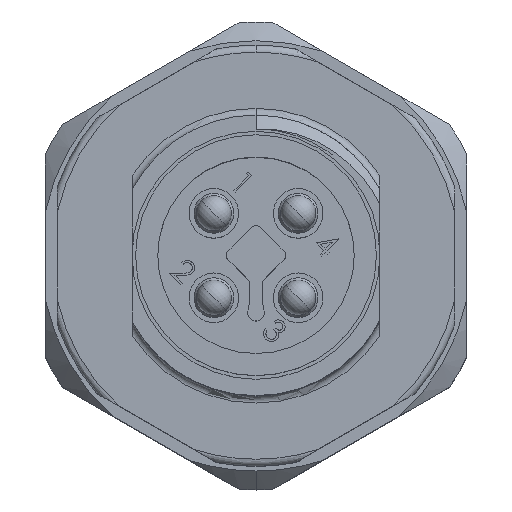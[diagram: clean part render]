
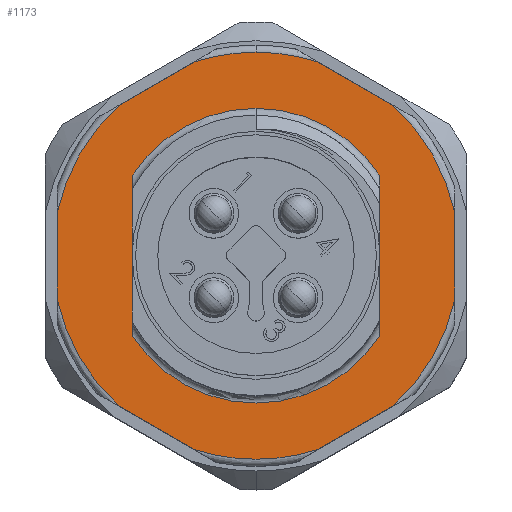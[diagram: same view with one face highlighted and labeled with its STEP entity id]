
A CAD part, top view. The second image highlights one B-rep face of the part: STEP entity #1173.
In plain terms, the highlighted planar face has unit normal (0, 0, 1).
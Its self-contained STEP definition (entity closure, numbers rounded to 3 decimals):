
#330=PLANE('',#9173);
#423=FACE_BOUND('',#2327,.T.);
#424=FACE_BOUND('',#2328,.T.);
#763=CIRCLE('',#9148,8.7);
#764=CIRCLE('',#9149,8.7);
#770=CIRCLE('',#9163,8.7);
#771=CIRCLE('',#9164,8.7);
#772=CIRCLE('',#9165,8.7);
#773=CIRCLE('',#9166,8.7);
#774=CIRCLE('',#9167,8.7);
#775=CIRCLE('',#9168,8.7);
#776=CIRCLE('',#9169,6.3);
#777=CIRCLE('',#9170,6.3);
#778=CIRCLE('',#9171,6.3);
#779=CIRCLE('',#9172,6.3);
#1173=ADVANCED_FACE('',(#423,#424),#330,.T.);
#2327=EDGE_LOOP('',(#5078,#5079,#5080,#5081,#5082,#5083,#5084,#5085,#5086,
#5087,#5088,#5089,#5090,#5091));
#2328=EDGE_LOOP('',(#5092,#5093,#5094,#5095,#5096,#5097));
#2871=LINE('',#16023,#3386);
#2875=LINE('',#16119,#3390);
#2879=LINE('',#16224,#3394);
#2880=LINE('',#16231,#3395);
#2881=LINE('',#16235,#3396);
#2882=LINE('',#16241,#3397);
#2883=LINE('',#16247,#3398);
#2884=LINE('',#16253,#3399);
#3386=VECTOR('',#10810,1.);
#3390=VECTOR('',#10840,1.);
#3394=VECTOR('',#10854,1.);
#3395=VECTOR('',#10863,1.);
#3396=VECTOR('',#10866,1.);
#3397=VECTOR('',#10871,1.);
#3398=VECTOR('',#10876,1.);
#3399=VECTOR('',#10881,1.);
#5078=ORIENTED_EDGE('',*,*,#7710,.T.);
#5079=ORIENTED_EDGE('',*,*,#7709,.F.);
#5080=ORIENTED_EDGE('',*,*,#7711,.T.);
#5081=ORIENTED_EDGE('',*,*,#7698,.T.);
#5082=ORIENTED_EDGE('',*,*,#7690,.T.);
#5083=ORIENTED_EDGE('',*,*,#7689,.T.);
#5084=ORIENTED_EDGE('',*,*,#7683,.T.);
#5085=ORIENTED_EDGE('',*,*,#7712,.T.);
#5086=ORIENTED_EDGE('',*,*,#7713,.F.);
#5087=ORIENTED_EDGE('',*,*,#7714,.T.);
#5088=ORIENTED_EDGE('',*,*,#7715,.T.);
#5089=ORIENTED_EDGE('',*,*,#7716,.T.);
#5090=ORIENTED_EDGE('',*,*,#7717,.T.);
#5091=ORIENTED_EDGE('',*,*,#7718,.T.);
#5092=ORIENTED_EDGE('',*,*,#7719,.T.);
#5093=ORIENTED_EDGE('',*,*,#7720,.T.);
#5094=ORIENTED_EDGE('',*,*,#7721,.F.);
#5095=ORIENTED_EDGE('',*,*,#7722,.T.);
#5096=ORIENTED_EDGE('',*,*,#7723,.T.);
#5097=ORIENTED_EDGE('',*,*,#7724,.F.);
#6577=VERTEX_POINT('',#16022);
#6578=VERTEX_POINT('',#16024);
#6582=VERTEX_POINT('',#16051);
#6583=VERTEX_POINT('',#16053);
#6587=VERTEX_POINT('',#16120);
#6592=VERTEX_POINT('',#16184);
#6594=VERTEX_POINT('',#16223);
#6595=VERTEX_POINT('',#16227);
#6596=VERTEX_POINT('',#16230);
#6597=VERTEX_POINT('',#16232);
#6598=VERTEX_POINT('',#16234);
#6599=VERTEX_POINT('',#16236);
#6600=VERTEX_POINT('',#16238);
#6601=VERTEX_POINT('',#16240);
#6602=VERTEX_POINT('',#16243);
#6603=VERTEX_POINT('',#16244);
#6604=VERTEX_POINT('',#16246);
#6605=VERTEX_POINT('',#16248);
#6606=VERTEX_POINT('',#16250);
#6607=VERTEX_POINT('',#16252);
#7683=EDGE_CURVE('',#6578,#6577,#2871,.T.);
#7689=EDGE_CURVE('',#6582,#6578,#763,.T.);
#7690=EDGE_CURVE('',#6583,#6582,#764,.T.);
#7698=EDGE_CURVE('',#6587,#6583,#2875,.T.);
#7709=EDGE_CURVE('',#6594,#6592,#2879,.T.);
#7710=EDGE_CURVE('',#6595,#6592,#770,.T.);
#7711=EDGE_CURVE('',#6594,#6587,#771,.T.);
#7712=EDGE_CURVE('',#6577,#6596,#772,.T.);
#7713=EDGE_CURVE('',#6597,#6596,#2880,.T.);
#7714=EDGE_CURVE('',#6597,#6598,#773,.T.);
#7715=EDGE_CURVE('',#6598,#6599,#2881,.T.);
#7716=EDGE_CURVE('',#6599,#6600,#774,.T.);
#7717=EDGE_CURVE('',#6600,#6601,#775,.T.);
#7718=EDGE_CURVE('',#6601,#6595,#2882,.T.);
#7719=EDGE_CURVE('',#6602,#6603,#776,.T.);
#7720=EDGE_CURVE('',#6603,#6604,#777,.T.);
#7721=EDGE_CURVE('',#6605,#6604,#2883,.T.);
#7722=EDGE_CURVE('',#6605,#6606,#778,.T.);
#7723=EDGE_CURVE('',#6606,#6607,#779,.T.);
#7724=EDGE_CURVE('',#6602,#6607,#2884,.T.);
#9148=AXIS2_PLACEMENT_3D('',#16050,#10821,#10822);
#9149=AXIS2_PLACEMENT_3D('',#16052,#10823,#10824);
#9163=AXIS2_PLACEMENT_3D('',#16226,#10857,#10858);
#9164=AXIS2_PLACEMENT_3D('',#16228,#10859,#10860);
#9165=AXIS2_PLACEMENT_3D('',#16229,#10861,#10862);
#9166=AXIS2_PLACEMENT_3D('',#16233,#10864,#10865);
#9167=AXIS2_PLACEMENT_3D('',#16237,#10867,#10868);
#9168=AXIS2_PLACEMENT_3D('',#16239,#10869,#10870);
#9169=AXIS2_PLACEMENT_3D('',#16242,#10872,#10873);
#9170=AXIS2_PLACEMENT_3D('',#16245,#10874,#10875);
#9171=AXIS2_PLACEMENT_3D('',#16249,#10877,#10878);
#9172=AXIS2_PLACEMENT_3D('',#16251,#10879,#10880);
#9173=AXIS2_PLACEMENT_3D('',#16254,#10882,#10883);
#10810=DIRECTION('',(0.866,0.5,0.));
#10821=DIRECTION('',(0.,0.,1.));
#10822=DIRECTION('',(0.,-1.,0.));
#10823=DIRECTION('',(0.,0.,1.));
#10824=DIRECTION('',(-0.304,-0.953,0.));
#10840=DIRECTION('',(0.866,-0.5,0.));
#10854=DIRECTION('',(0.,1.,0.));
#10857=DIRECTION('',(0.,0.,1.));
#10858=DIRECTION('',(-0.673,0.74,0.));
#10859=DIRECTION('',(0.,0.,1.));
#10860=DIRECTION('',(-0.977,-0.213,0.));
#10861=DIRECTION('',(0.,0.,1.));
#10862=DIRECTION('',(0.673,-0.74,0.));
#10863=DIRECTION('',(0.,-1.,0.));
#10864=DIRECTION('',(0.,0.,1.));
#10865=DIRECTION('',(0.977,0.213,0.));
#10866=DIRECTION('',(-0.866,0.5,0.));
#10867=DIRECTION('',(0.,0.,1.));
#10868=DIRECTION('',(0.304,0.953,0.));
#10869=DIRECTION('',(0.,0.,1.));
#10870=DIRECTION('',(0.,1.,0.));
#10871=DIRECTION('',(-0.866,-0.5,0.));
#10872=DIRECTION('',(0.,0.,-1.));
#10873=DIRECTION('',(-0.841,0.541,0.));
#10874=DIRECTION('',(0.,0.,-1.));
#10875=DIRECTION('',(0.,1.,0.));
#10876=DIRECTION('',(0.,1.,0.));
#10877=DIRECTION('',(0.,0.,-1.));
#10878=DIRECTION('',(0.841,-0.541,0.));
#10879=DIRECTION('',(0.,0.,-1.));
#10880=DIRECTION('',(0.,-1.,0.));
#10881=DIRECTION('',(0.,-1.,0.));
#10882=DIRECTION('',(0.,0.,1.));
#10883=DIRECTION('',(0.,-1.,0.));
#16022=CARTESIAN_POINT('',(5.856,-6.434,-10.9));
#16023=CARTESIAN_POINT('',(2.644,-8.289,-10.9));
#16024=CARTESIAN_POINT('',(2.644,-8.289,-10.9));
#16050=CARTESIAN_POINT('',(0.,0.,-10.9));
#16051=CARTESIAN_POINT('',(0.,-8.7,-10.9));
#16052=CARTESIAN_POINT('',(0.,0.,-10.9));
#16053=CARTESIAN_POINT('',(-2.644,-8.289,-10.9));
#16119=CARTESIAN_POINT('',(-5.856,-6.434,-10.9));
#16120=CARTESIAN_POINT('',(-5.856,-6.434,-10.9));
#16184=CARTESIAN_POINT('',(-8.5,1.855,-10.9));
#16223=CARTESIAN_POINT('',(-8.5,-1.855,-10.9));
#16224=CARTESIAN_POINT('',(-8.5,-1.855,-10.9));
#16226=CARTESIAN_POINT('',(0.,0.,-10.9));
#16227=CARTESIAN_POINT('',(-5.856,6.434,-10.9));
#16228=CARTESIAN_POINT('',(0.,0.,-10.9));
#16229=CARTESIAN_POINT('',(0.,0.,-10.9));
#16230=CARTESIAN_POINT('',(8.5,-1.855,-10.9));
#16231=CARTESIAN_POINT('',(8.5,1.855,-10.9));
#16232=CARTESIAN_POINT('',(8.5,1.855,-10.9));
#16233=CARTESIAN_POINT('',(0.,0.,-10.9));
#16234=CARTESIAN_POINT('',(5.856,6.434,-10.9));
#16235=CARTESIAN_POINT('',(5.856,6.434,-10.9));
#16236=CARTESIAN_POINT('',(2.644,8.289,-10.9));
#16237=CARTESIAN_POINT('',(0.,0.,-10.9));
#16238=CARTESIAN_POINT('',(0.,8.7,-10.9));
#16239=CARTESIAN_POINT('',(0.,0.,-10.9));
#16240=CARTESIAN_POINT('',(-2.644,8.289,-10.9));
#16241=CARTESIAN_POINT('',(-2.644,8.289,-10.9));
#16242=CARTESIAN_POINT('',(0.,0.,-10.9));
#16243=CARTESIAN_POINT('',(-5.3,3.406,-10.9));
#16244=CARTESIAN_POINT('',(0.,6.3,-10.9));
#16245=CARTESIAN_POINT('',(0.,0.,-10.9));
#16246=CARTESIAN_POINT('',(5.3,3.406,-10.9));
#16247=CARTESIAN_POINT('',(5.3,-3.406,-10.9));
#16248=CARTESIAN_POINT('',(5.3,-3.406,-10.9));
#16249=CARTESIAN_POINT('',(0.,0.,-10.9));
#16250=CARTESIAN_POINT('',(0.,-6.3,-10.9));
#16251=CARTESIAN_POINT('',(0.,0.,-10.9));
#16252=CARTESIAN_POINT('',(-5.3,-3.406,-10.9));
#16253=CARTESIAN_POINT('',(-5.3,3.406,-10.9));
#16254=CARTESIAN_POINT('',(0.,0.,-10.9));
